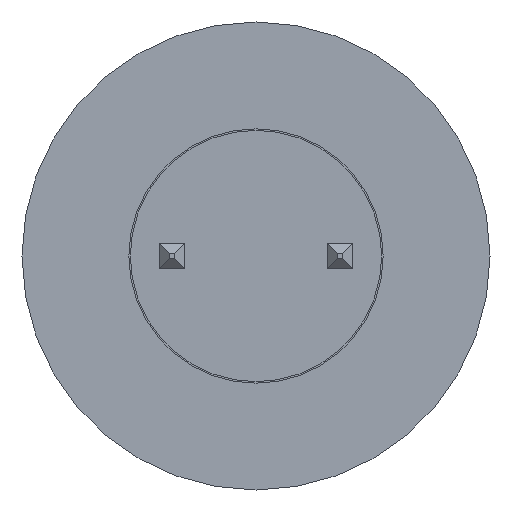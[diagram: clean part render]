
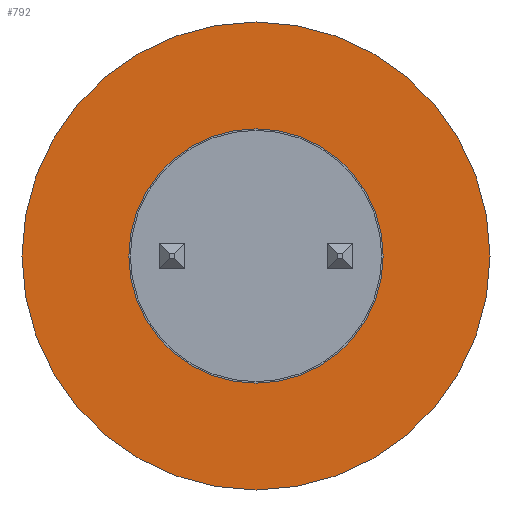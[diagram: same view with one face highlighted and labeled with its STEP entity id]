
A CAD part, front view. The second image highlights one B-rep face of the part: STEP entity #792.
In plain terms, the highlighted planar face has unit normal (0, -1, 0).
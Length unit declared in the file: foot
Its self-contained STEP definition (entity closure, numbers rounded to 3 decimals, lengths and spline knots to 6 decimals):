
#226 = DIRECTION ( 'NONE',  ( 0., -1., 0. ) ) ;
#610 = CIRCLE ( 'NONE', #7047, 0.010417 ) ;
#792 = ADVANCED_FACE ( 'NONE', ( #4004, #6519 ), #8752, .T. ) ;
#1072 = CIRCLE ( 'NONE', #7354, 0.019167 ) ;
#2795 = VERTEX_POINT ( 'NONE', #11701 ) ;
#3238 = CIRCLE ( 'NONE', #6809, 0.010417 ) ;
#3451 = DIRECTION ( 'NONE',  ( 0., 1., 0. ) ) ;
#3649 = CARTESIAN_POINT ( 'NONE',  ( 0., -0.0075, 0. ) ) ;
#3789 = VERTEX_POINT ( 'NONE', #5528 ) ;
#4004 = FACE_BOUND ( 'NONE', #7791, .T. ) ;
#4604 = DIRECTION ( 'NONE',  ( 0., 0., 1. ) ) ;
#4762 = CIRCLE ( 'NONE', #12005, 0.019167 ) ;
#4983 = VERTEX_POINT ( 'NONE', #5698 ) ;
#5010 = DIRECTION ( 'NONE',  ( 0., 1., 0. ) ) ;
#5393 = DIRECTION ( 'NONE',  ( 0., 1., 0. ) ) ;
#5495 = CARTESIAN_POINT ( 'NONE',  ( 0., -0.0075, 0. ) ) ;
#5527 = EDGE_LOOP ( 'NONE', ( #10691, #7500 ) ) ;
#5528 = CARTESIAN_POINT ( 'NONE',  ( 0., -0.0075, 0.019167 ) ) ;
#5698 = CARTESIAN_POINT ( 'NONE',  ( 0., -0.0075, 0.010417 ) ) ;
#6519 = FACE_OUTER_BOUND ( 'NONE', #5527, .T. ) ;
#6809 = AXIS2_PLACEMENT_3D ( 'NONE', #11028, #5393, #11969 ) ;
#6902 = DIRECTION ( 'NONE',  ( 0., 0., -1. ) ) ;
#6966 = VERTEX_POINT ( 'NONE', #11114 ) ;
#7047 = AXIS2_PLACEMENT_3D ( 'NONE', #10637, #5010, #11593 ) ;
#7354 = AXIS2_PLACEMENT_3D ( 'NONE', #3649, #10216, #4604 ) ;
#7500 = ORIENTED_EDGE ( 'NONE', *, *, #9885, .F. ) ;
#7566 = ORIENTED_EDGE ( 'NONE', *, *, #10869, .T. ) ;
#7791 = EDGE_LOOP ( 'NONE', ( #10768, #7566 ) ) ;
#8752 = PLANE ( 'NONE',  #11917 ) ;
#9114 = CARTESIAN_POINT ( 'NONE',  ( 0., -0.0075, 0. ) ) ;
#9743 = EDGE_CURVE ( 'NONE', #3789, #2795, #4762, .T. ) ;
#9885 = EDGE_CURVE ( 'NONE', #2795, #3789, #1072, .T. ) ;
#10019 = DIRECTION ( 'NONE',  ( 0., 0., 1. ) ) ;
#10216 = DIRECTION ( 'NONE',  ( 0., 1., 0. ) ) ;
#10617 = EDGE_CURVE ( 'NONE', #4983, #6966, #610, .T. ) ;
#10637 = CARTESIAN_POINT ( 'NONE',  ( 0., -0.0075, 0. ) ) ;
#10691 = ORIENTED_EDGE ( 'NONE', *, *, #9743, .F. ) ;
#10768 = ORIENTED_EDGE ( 'NONE', *, *, #10617, .T. ) ;
#10869 = EDGE_CURVE ( 'NONE', #6966, #4983, #3238, .T. ) ;
#11028 = CARTESIAN_POINT ( 'NONE',  ( 0., -0.0075, 0. ) ) ;
#11114 = CARTESIAN_POINT ( 'NONE',  ( 0., -0.0075, -0.010417 ) ) ;
#11593 = DIRECTION ( 'NONE',  ( 0., 0., 1. ) ) ;
#11701 = CARTESIAN_POINT ( 'NONE',  ( 0., -0.0075, -0.019167 ) ) ;
#11917 = AXIS2_PLACEMENT_3D ( 'NONE', #5495, #226, #6902 ) ;
#11969 = DIRECTION ( 'NONE',  ( 0., 0., 1. ) ) ;
#12005 = AXIS2_PLACEMENT_3D ( 'NONE', #9114, #3451, #10019 ) ;
